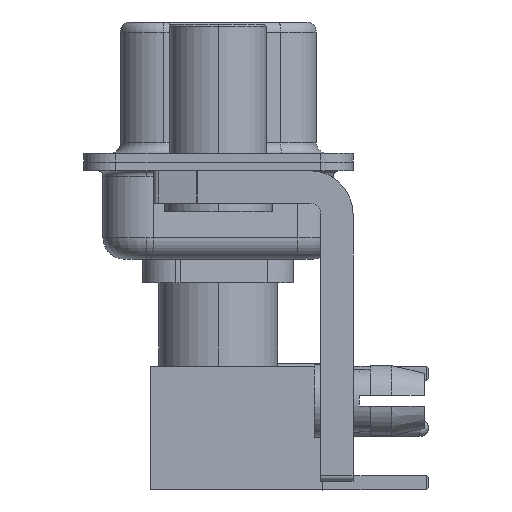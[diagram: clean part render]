
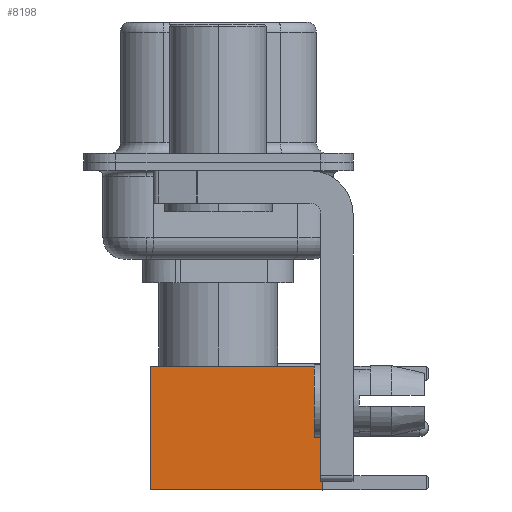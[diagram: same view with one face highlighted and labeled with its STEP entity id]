
A CAD part, left-side view. The second image highlights one B-rep face of the part: STEP entity #8198.
In plain terms, the highlighted face is planar.
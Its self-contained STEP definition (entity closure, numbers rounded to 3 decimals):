
#1369 = DIRECTION ( 'NONE',  ( -1., 0., 0. ) ) ;
#1454 = VERTEX_POINT ( 'NONE', #2259 ) ;
#2259 = CARTESIAN_POINT ( 'NONE',  ( 2.875, 2.875, 0. ) ) ;
#2566 = CARTESIAN_POINT ( 'NONE',  ( -2.875, 2.875, 0. ) ) ;
#3011 = CARTESIAN_POINT ( 'NONE',  ( 2.875, 2.875, 0. ) ) ;
#3345 = EDGE_CURVE ( 'NONE', #14839, #14782, #35426, .T. ) ;
#3998 = AXIS2_PLACEMENT_3D ( 'NONE', #3011, #20076, #22310 ) ;
#4138 = CARTESIAN_POINT ( 'NONE',  ( 0., 2.875, 0. ) ) ;
#4340 = VERTEX_POINT ( 'NONE', #18765 ) ;
#4370 = DIRECTION ( 'NONE',  ( -1., 0., 0. ) ) ;
#4928 = EDGE_LOOP ( 'NONE', ( #11163, #12497, #31305, #13757 ) ) ;
#8198 = ADVANCED_FACE ( 'NONE', ( #33680 ), #17136, .T. ) ;
#8642 = LINE ( 'NONE', #14172, #27986 ) ;
#10428 = EDGE_CURVE ( 'NONE', #14782, #4340, #22233, .T. ) ;
#11163 = ORIENTED_EDGE ( 'NONE', *, *, #20979, .T. ) ;
#12497 = ORIENTED_EDGE ( 'NONE', *, *, #35120, .T. ) ;
#13757 = ORIENTED_EDGE ( 'NONE', *, *, #3345, .F. ) ;
#14172 = CARTESIAN_POINT ( 'NONE',  ( 2.875, 2.875, 0. ) ) ;
#14782 = VERTEX_POINT ( 'NONE', #19131 ) ;
#14839 = VERTEX_POINT ( 'NONE', #32572 ) ;
#17136 = PLANE ( 'NONE',  #3998 ) ;
#18765 = CARTESIAN_POINT ( 'NONE',  ( -2.875, 2.875, 0. ) ) ;
#19131 = CARTESIAN_POINT ( 'NONE',  ( -2.875, 2.875, 8. ) ) ;
#20076 = DIRECTION ( 'NONE',  ( 0., 1., 0. ) ) ;
#20979 = EDGE_CURVE ( 'NONE', #14839, #1454, #8642, .T. ) ;
#21224 = LINE ( 'NONE', #4138, #31004 ) ;
#22233 = LINE ( 'NONE', #2566, #32727 ) ;
#22310 = DIRECTION ( 'NONE',  ( 0., 0., 1. ) ) ;
#27158 = CARTESIAN_POINT ( 'NONE',  ( 0., 2.875, 8. ) ) ;
#27986 = VECTOR ( 'NONE', #28135, 1000. ) ;
#28135 = DIRECTION ( 'NONE',  ( 0., 0., -1. ) ) ;
#28189 = VECTOR ( 'NONE', #4370, 1000. ) ;
#31004 = VECTOR ( 'NONE', #1369, 1000. ) ;
#31305 = ORIENTED_EDGE ( 'NONE', *, *, #10428, .F. ) ;
#32572 = CARTESIAN_POINT ( 'NONE',  ( 2.875, 2.875, 8. ) ) ;
#32727 = VECTOR ( 'NONE', #36203, 1000. ) ;
#33680 = FACE_OUTER_BOUND ( 'NONE', #4928, .T. ) ;
#35120 = EDGE_CURVE ( 'NONE', #1454, #4340, #21224, .T. ) ;
#35426 = LINE ( 'NONE', #27158, #28189 ) ;
#36203 = DIRECTION ( 'NONE',  ( 0., 0., -1. ) ) ;
